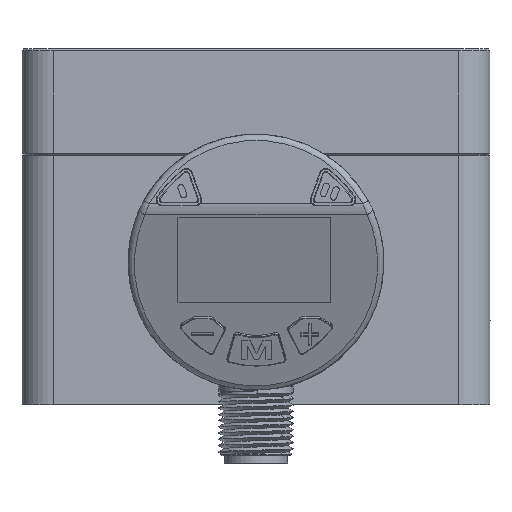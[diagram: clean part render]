
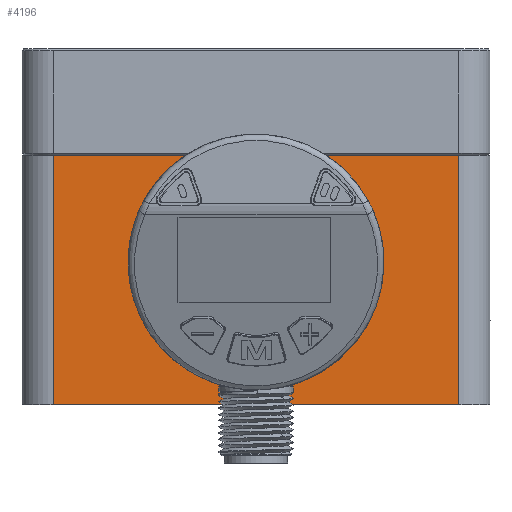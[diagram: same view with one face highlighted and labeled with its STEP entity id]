
A CAD part, left-side view. The second image highlights one B-rep face of the part: STEP entity #4196.
In plain terms, the highlighted planar face has unit normal (-1, 0, 0).
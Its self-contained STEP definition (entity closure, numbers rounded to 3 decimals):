
#2456=PLANE('',#10002);
#2862=LINE('',#19101,#3304);
#2864=LINE('',#19113,#3306);
#2868=LINE('',#19142,#3310);
#2869=LINE('',#19143,#3311);
#3304=VECTOR('',#11989,1.);
#3306=VECTOR('',#12001,1.);
#3310=VECTOR('',#12027,1.);
#3311=VECTOR('',#12028,1.);
#3731=CIRCLE('',#10000,8.);
#3732=CIRCLE('',#10001,8.);
#4196=ADVANCED_FACE('',(#4625,#4626),#2456,.T.);
#4625=FACE_BOUND('',#5239,.T.);
#4626=FACE_BOUND('',#5240,.T.);
#5239=EDGE_LOOP('',(#7143,#7144));
#5240=EDGE_LOOP('',(#7145,#7146,#7147,#7148));
#7143=ORIENTED_EDGE('',*,*,#9101,.T.);
#7144=ORIENTED_EDGE('',*,*,#9102,.T.);
#7145=ORIENTED_EDGE('',*,*,#9083,.F.);
#7146=ORIENTED_EDGE('',*,*,#9103,.T.);
#7147=ORIENTED_EDGE('',*,*,#9089,.T.);
#7148=ORIENTED_EDGE('',*,*,#9104,.T.);
#8075=VERTEX_POINT('',#19100);
#8076=VERTEX_POINT('',#19102);
#8081=VERTEX_POINT('',#19114);
#8082=VERTEX_POINT('',#19115);
#8093=VERTEX_POINT('',#19139);
#8094=VERTEX_POINT('',#19140);
#9083=EDGE_CURVE('',#8075,#8076,#2862,.T.);
#9089=EDGE_CURVE('',#8081,#8082,#2864,.T.);
#9101=EDGE_CURVE('',#8093,#8094,#3731,.T.);
#9102=EDGE_CURVE('',#8094,#8093,#3732,.T.);
#9103=EDGE_CURVE('',#8075,#8081,#2868,.T.);
#9104=EDGE_CURVE('',#8082,#8076,#2869,.T.);
#10000=AXIS2_PLACEMENT_3D('',#19138,#12023,#12024);
#10001=AXIS2_PLACEMENT_3D('',#19141,#12025,#12026);
#10002=AXIS2_PLACEMENT_3D('',#19144,#12029,#12030);
#11989=DIRECTION('',(0.,-1.,0.));
#12001=DIRECTION('',(0.,-1.,0.));
#12023=DIRECTION('',(1.,0.,0.));
#12024=DIRECTION('',(0.,-1.,0.));
#12025=DIRECTION('',(1.,0.,0.));
#12026=DIRECTION('',(0.,-1.,0.));
#12027=DIRECTION('',(0.,0.,-1.));
#12028=DIRECTION('',(0.,0.,1.));
#12029=DIRECTION('',(-1.,0.,0.));
#12030=DIRECTION('',(0.,-1.,0.));
#19100=CARTESIAN_POINT('',(-36.5,33.5,43.));
#19101=CARTESIAN_POINT('',(-36.5,0.,43.));
#19102=CARTESIAN_POINT('',(-36.5,-31.5,43.));
#19113=CARTESIAN_POINT('',(-36.5,41.5,3.));
#19114=CARTESIAN_POINT('',(-36.5,33.5,3.));
#19115=CARTESIAN_POINT('',(-36.5,-31.5,3.));
#19138=CARTESIAN_POINT('',(-36.5,1.,25.85));
#19139=CARTESIAN_POINT('',(-36.5,1.,33.85));
#19140=CARTESIAN_POINT('',(-36.5,-5.103,31.022));
#19141=CARTESIAN_POINT('',(-36.5,1.,25.85));
#19142=CARTESIAN_POINT('',(-36.5,33.5,-5.));
#19143=CARTESIAN_POINT('',(-36.5,-31.5,-5.));
#19144=CARTESIAN_POINT('',(-36.5,41.5,-5.));
